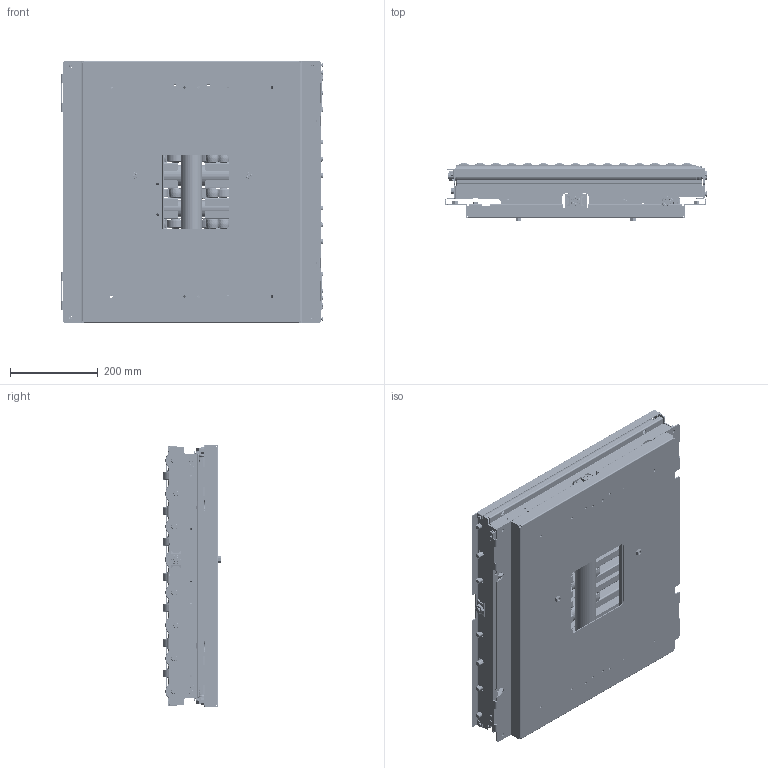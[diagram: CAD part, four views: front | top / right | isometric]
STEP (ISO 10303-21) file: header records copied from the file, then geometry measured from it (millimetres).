
FILE_DESCRIPTION(/* description */ (''),/* implementation_level */ '2;1');
FILE_NAME(/* name */ 'DDNX-667-SSS-100-0 F-RAT完成品_Shrinkwrap_1.stp',/* time_stamp */ '2019-04-11T17:45:28+09:00',/* author */ ('kaihatsu'),/* organization */ (''),/* preprocessor_version */ 'ST-DEVELOPER v16.1',/* originating_system */ 'Autodesk Inventor 2016',/* authorisation */ '');
FILE_SCHEMA (('AUTOMOTIVE_DESIGN { 1 0 10303 214 3 1 1 }'));
Products named in the file (1): DDNX-667-SSS-100-0 F-RAT完成品_Shrinkwr
ap_1
Bounding box: 596.85 x 131.5 x 595 mm (x, y, z)
Volume: 11895010.6 mm3; surface area: 4252359.3 mm2
Topology: 22 solids, 345 shells, 11027 faces, 27648 edges, 17394 vertices
Faces by surface type: cylinder 4159, plane 4019, torus 1942, cone 809, bspline 84, sphere 14
Full cylindrical faces by diameter (mm): 4 x8, 4.2 x81, 4.5 x21, 4.917 x2, 5 x16, 5.1 x40, 6 x248, 6.1 x81, 6.2 x6, 6.4 x8, 6.647 x6, 7 x52, 7.4 x81, 8 x6, 8.1 x4, 8.7 x8, 9 x2, 10 x328, 10.647 x2, 12 x12, 12.2 x5, 13.5 x2, 14 x162, 14.14 x4, 14.299 x1, 14.3 x1, 14.376 x1, 14.381 x1, 14.94 x2, 15 x15
Entity records: 325156 total; most frequent: CARTESIAN_POINT 59725, DIRECTION 55225, ORIENTED_EDGE 46370, EDGE_CURVE 23105, AXIS2_PLACEMENT_3D 22232, EDGE_LOOP 17300, VERTEX_POINT 17073, CIRCLE 11282
